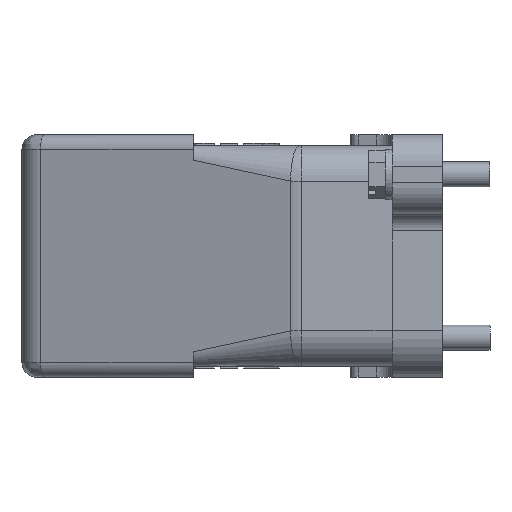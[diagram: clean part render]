
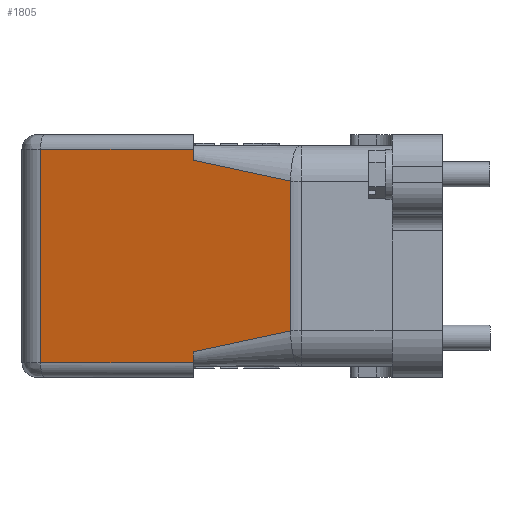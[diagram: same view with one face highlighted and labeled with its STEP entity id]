
A CAD part, left-side view. The second image highlights one B-rep face of the part: STEP entity #1805.
In plain terms, the highlighted planar face has unit normal (-0.966, 0.259, 0).
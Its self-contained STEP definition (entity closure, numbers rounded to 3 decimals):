
#1805=ADVANCED_FACE('',(#2460),#2142,.T.);
#2142=PLANE('',#8801);
#2460=FACE_OUTER_BOUND('',#2840,.T.);
#2840=EDGE_LOOP('',(#4185,#4186,#4187,#4188,#4189,#4190,#4191,#4192));
#4185=ORIENTED_EDGE('',*,*,#6390,.T.);
#4186=ORIENTED_EDGE('',*,*,#6389,.T.);
#4187=ORIENTED_EDGE('',*,*,#6386,.T.);
#4188=ORIENTED_EDGE('',*,*,#6361,.T.);
#4189=ORIENTED_EDGE('',*,*,#6313,.T.);
#4190=ORIENTED_EDGE('',*,*,#6346,.T.);
#4191=ORIENTED_EDGE('',*,*,#6340,.T.);
#4192=ORIENTED_EDGE('',*,*,#6336,.T.);
#5438=VERTEX_POINT('',#12644);
#5441=VERTEX_POINT('',#12660);
#5444=VERTEX_POINT('',#12665);
#5461=VERTEX_POINT('',#12714);
#5462=VERTEX_POINT('',#12715);
#5465=VERTEX_POINT('',#12743);
#5475=VERTEX_POINT('',#12882);
#5494=VERTEX_POINT('',#12941);
#6313=EDGE_CURVE('',#5441,#5444,#7239,.T.);
#6336=EDGE_CURVE('',#5461,#5462,#7254,.T.);
#6340=EDGE_CURVE('',#5465,#5461,#7256,.T.);
#6346=EDGE_CURVE('',#5444,#5465,#7260,.T.);
#6361=EDGE_CURVE('',#5475,#5441,#7267,.T.);
#6386=EDGE_CURVE('',#5494,#5475,#7284,.T.);
#6389=EDGE_CURVE('',#5438,#5494,#7286,.T.);
#6390=EDGE_CURVE('',#5462,#5438,#7287,.T.);
#7239=LINE('',#12666,#8033);
#7254=LINE('',#12713,#8048);
#7256=LINE('',#12742,#8050);
#7260=LINE('',#12777,#8054);
#7267=LINE('',#12885,#8061);
#7284=LINE('',#12940,#8078);
#7286=LINE('',#12964,#8080);
#7287=LINE('',#12966,#8081);
#8033=VECTOR('',#10122,1.);
#8048=VECTOR('',#10169,1.);
#8050=VECTOR('',#10175,1.);
#8054=VECTOR('',#10183,1.);
#8061=VECTOR('',#10210,1.);
#8078=VECTOR('',#10257,1.);
#8080=VECTOR('',#10261,1.);
#8081=VECTOR('',#10264,1.);
#8801=AXIS2_PLACEMENT_3D('',#12967,#10265,#10266);
#10122=DIRECTION('',(0.,0.,1.));
#10169=DIRECTION('',(0.259,0.966,0.));
#10175=DIRECTION('',(0.,0.,1.));
#10183=DIRECTION('',(0.253,0.946,0.204));
#10210=DIRECTION('',(-0.253,-0.946,0.204));
#10257=DIRECTION('',(0.,0.,1.));
#10261=DIRECTION('',(-0.259,-0.966,0.));
#10264=DIRECTION('',(0.,0.,-1.));
#10265=DIRECTION('',(-0.966,0.259,0.));
#10266=DIRECTION('',(-0.259,-0.966,0.));
#12644=CARTESIAN_POINT('',(-35.141,78.053,-25.5));
#12660=CARTESIAN_POINT('',(-51.159,18.272,-17.9));
#12665=CARTESIAN_POINT('',(-51.159,18.272,17.9));
#12666=CARTESIAN_POINT('',(-51.159,18.272,-17.9));
#12713=CARTESIAN_POINT('',(-44.935,41.5,25.5));
#12714=CARTESIAN_POINT('',(-44.935,41.5,25.5));
#12715=CARTESIAN_POINT('',(-35.141,78.053,25.5));
#12742=CARTESIAN_POINT('',(-44.935,41.5,22.9));
#12743=CARTESIAN_POINT('',(-44.935,41.5,22.9));
#12777=CARTESIAN_POINT('',(-51.159,18.272,17.9));
#12882=CARTESIAN_POINT('',(-44.935,41.5,-22.9));
#12885=CARTESIAN_POINT('',(-44.935,41.5,-22.9));
#12940=CARTESIAN_POINT('',(-44.935,41.5,-25.5));
#12941=CARTESIAN_POINT('',(-44.935,41.5,-25.5));
#12964=CARTESIAN_POINT('',(-35.141,78.053,-25.5));
#12966=CARTESIAN_POINT('',(-35.141,78.053,25.5));
#12967=CARTESIAN_POINT('',(-33.539,84.031,-29.));
